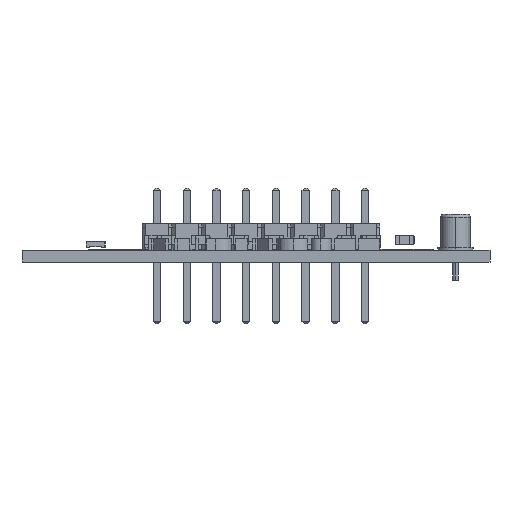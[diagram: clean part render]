
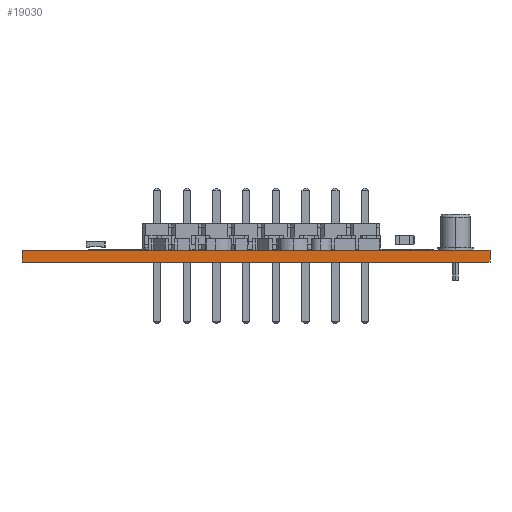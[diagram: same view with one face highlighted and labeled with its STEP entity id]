
A CAD part, front view. The second image highlights one B-rep face of the part: STEP entity #19030.
In plain terms, the highlighted planar face has unit normal (0, -1, 0).
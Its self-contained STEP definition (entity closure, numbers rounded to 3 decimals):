
#64 = DIRECTION ( 'NONE',  ( 0., 0., 1. ) ) ;
#1202 = DIRECTION ( 'NONE',  ( 1., 0., 0. ) ) ;
#1529 = AXIS2_PLACEMENT_3D ( 'NONE', #5597, #9933, #64 ) ;
#1756 = ORIENTED_EDGE ( 'NONE', *, *, #4867, .F. ) ;
#2290 = EDGE_LOOP ( 'NONE', ( #19518, #1756, #13011, #4747 ) ) ;
#2952 = CARTESIAN_POINT ( 'NONE',  ( 40., -60., 1. ) ) ;
#4747 = ORIENTED_EDGE ( 'NONE', *, *, #20453, .T. ) ;
#4867 = EDGE_CURVE ( 'NONE', #14588, #9117, #23894, .T. ) ;
#5597 = CARTESIAN_POINT ( 'NONE',  ( 0., -60., 1. ) ) ;
#8342 = VECTOR ( 'NONE', #1202, 1000. ) ;
#9117 = VERTEX_POINT ( 'NONE', #15748 ) ;
#9933 = DIRECTION ( 'NONE',  ( 0., 1., 0. ) ) ;
#10104 = CARTESIAN_POINT ( 'NONE',  ( 0., -60., 1. ) ) ;
#11586 = CARTESIAN_POINT ( 'NONE',  ( 0., -60., 1. ) ) ;
#11798 = LINE ( 'NONE', #10104, #14271 ) ;
#11832 = DIRECTION ( 'NONE',  ( 1., 0., 0. ) ) ;
#12000 = VECTOR ( 'NONE', #23019, 1000. ) ;
#12990 = VERTEX_POINT ( 'NONE', #18571 ) ;
#13011 = ORIENTED_EDGE ( 'NONE', *, *, #13954, .T. ) ;
#13069 = PLANE ( 'NONE',  #1529 ) ;
#13143 = VERTEX_POINT ( 'NONE', #20784 ) ;
#13383 = VECTOR ( 'NONE', #11832, 1000. ) ;
#13954 = EDGE_CURVE ( 'NONE', #14588, #12990, #11798, .T. ) ;
#14271 = VECTOR ( 'NONE', #20303, 1000. ) ;
#14588 = VERTEX_POINT ( 'NONE', #20730 ) ;
#15661 = LINE ( 'NONE', #23669, #8342 ) ;
#15748 = CARTESIAN_POINT ( 'NONE',  ( 40., -60., 1. ) ) ;
#17448 = EDGE_CURVE ( 'NONE', #13143, #9117, #25258, .T. ) ;
#18571 = CARTESIAN_POINT ( 'NONE',  ( 0., -60., 0. ) ) ;
#19030 = ADVANCED_FACE ( 'NONE', ( #20924 ), #13069, .F. ) ;
#19518 = ORIENTED_EDGE ( 'NONE', *, *, #17448, .T. ) ;
#20303 = DIRECTION ( 'NONE',  ( 0., 0., -1. ) ) ;
#20453 = EDGE_CURVE ( 'NONE', #12990, #13143, #15661, .T. ) ;
#20730 = CARTESIAN_POINT ( 'NONE',  ( 0., -60., 1. ) ) ;
#20784 = CARTESIAN_POINT ( 'NONE',  ( 40., -60., 0. ) ) ;
#20924 = FACE_OUTER_BOUND ( 'NONE', #2290, .T. ) ;
#23019 = DIRECTION ( 'NONE',  ( 0., 0., 1. ) ) ;
#23669 = CARTESIAN_POINT ( 'NONE',  ( 0., -60., 0. ) ) ;
#23894 = LINE ( 'NONE', #11586, #13383 ) ;
#25258 = LINE ( 'NONE', #2952, #12000 ) ;
